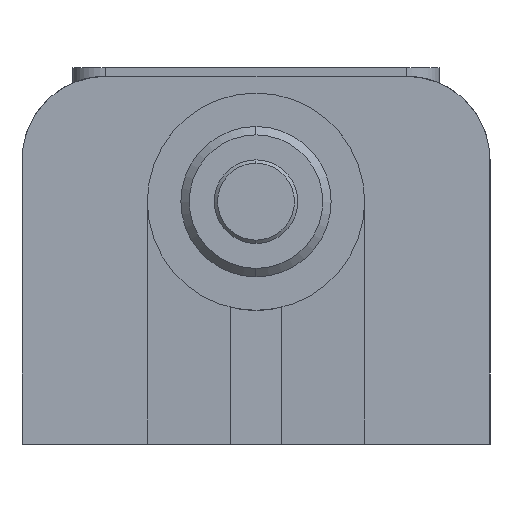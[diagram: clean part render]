
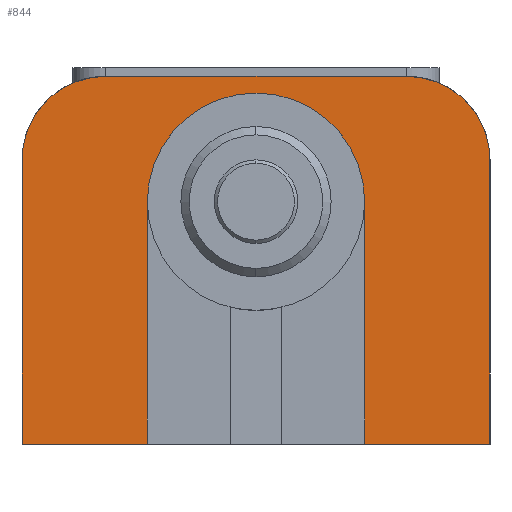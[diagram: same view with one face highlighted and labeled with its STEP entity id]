
A CAD part, left-side view. The second image highlights one B-rep face of the part: STEP entity #844.
In plain terms, the highlighted planar face has unit normal (-1, 0, 0).
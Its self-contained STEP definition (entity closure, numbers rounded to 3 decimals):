
#844=ADVANCED_FACE('',(#1736),#1737,.T.);
#1736=FACE_OUTER_BOUND('',#2653,.T.);
#1737=PLANE('',#2654);
#2653=EDGE_LOOP('',(#5291,#5292,#5293,#5294,#5295,#5296,#5297,#5298,#5299,#5300,#5301));
#2654=AXIS2_PLACEMENT_3D('',#5302,#5303,#5304);
#5291=ORIENTED_EDGE('',*,*,#6596,.T.);
#5292=ORIENTED_EDGE('',*,*,#5942,.T.);
#5293=ORIENTED_EDGE('',*,*,#6624,.T.);
#5294=ORIENTED_EDGE('',*,*,#6625,.T.);
#5295=ORIENTED_EDGE('',*,*,#6626,.T.);
#5296=ORIENTED_EDGE('',*,*,#6627,.T.);
#5297=ORIENTED_EDGE('',*,*,#6533,.T.);
#5298=ORIENTED_EDGE('',*,*,#6628,.T.);
#5299=ORIENTED_EDGE('',*,*,#6629,.F.);
#5300=ORIENTED_EDGE('',*,*,#6630,.T.);
#5301=ORIENTED_EDGE('',*,*,#6631,.T.);
#5302=CARTESIAN_POINT('',(-177.0,0.0,-14.5));
#5303=DIRECTION('',(-1.0,0.0,0.0));
#5304=DIRECTION('',(0.0,-1.0,0.0));
#5942=EDGE_CURVE('',#7229,#7241,#7243,.T.);
#6533=EDGE_CURVE('',#8147,#8145,#8148,.T.);
#6596=EDGE_CURVE('',#8244,#7229,#8245,.T.);
#6624=EDGE_CURVE('',#7241,#8278,#8279,.T.);
#6625=EDGE_CURVE('',#8278,#8280,#8281,.T.);
#6626=EDGE_CURVE('',#8280,#8282,#8283,.T.);
#6627=EDGE_CURVE('',#8282,#8147,#8284,.T.);
#6628=EDGE_CURVE('',#8145,#8285,#8286,.T.);
#6629=EDGE_CURVE('',#8287,#8285,#8288,.T.);
#6630=EDGE_CURVE('',#8287,#8289,#8290,.T.);
#6631=EDGE_CURVE('',#8289,#8244,#8291,.T.);
#7229=VERTEX_POINT('',#9050);
#7241=VERTEX_POINT('',#9065);
#7243=CIRCLE('',#9068,6.5);
#8145=VERTEX_POINT('',#10370);
#8147=VERTEX_POINT('',#10373);
#8148=LINE('',#10374,#10375);
#8244=VERTEX_POINT('',#10510);
#8245=CIRCLE('',#10511,6.5);
#8278=VERTEX_POINT('',#10557);
#8279=LINE('',#10558,#10559);
#8280=VERTEX_POINT('',#10560);
#8281=LINE('',#10561,#10562);
#8282=VERTEX_POINT('',#10563);
#8283=LINE('',#10564,#10565);
#8284=CIRCLE('',#10566,5.0);
#8285=VERTEX_POINT('',#10567);
#8286=CIRCLE('',#10568,5.0);
#8287=VERTEX_POINT('',#10569);
#8288=LINE('',#10570,#10571);
#8289=VERTEX_POINT('',#10572);
#8290=LINE('',#10573,#10574);
#8291=LINE('',#10575,#10576);
#9050=CARTESIAN_POINT('',(-177.0,0.,6.5));
#9065=CARTESIAN_POINT('',(-177.0,-6.5,0.0));
#9068=AXIS2_PLACEMENT_3D('',#11208,#11209,#11210);
#10370=CARTESIAN_POINT('',(-177.0,9.0,7.5));
#10373=CARTESIAN_POINT('',(-177.0,-9.0,7.5));
#10374=CARTESIAN_POINT('',(-177.0,14.0,7.5));
#10375=VECTOR('',#11840,1.0);
#10510=CARTESIAN_POINT('',(-177.0,6.5,0.0));
#10511=AXIS2_PLACEMENT_3D('',#11916,#11917,#11918);
#10557=CARTESIAN_POINT('',(-177.0,-6.5,-14.5));
#10558=CARTESIAN_POINT('',(-177.0,-6.5,-11.094));
#10559=VECTOR('',#11944,1.0);
#10560=CARTESIAN_POINT('',(-177.0,-14.0,-14.5));
#10561=CARTESIAN_POINT('',(-177.0,14.0,-14.5));
#10562=VECTOR('',#11945,1.0);
#10563=CARTESIAN_POINT('',(-177.0,-14.0,2.5));
#10564=CARTESIAN_POINT('',(-177.0,-14.0,-14.5));
#10565=VECTOR('',#11946,1.0);
#10566=AXIS2_PLACEMENT_3D('',#11947,#11948,#11949);
#10567=CARTESIAN_POINT('',(-177.0,14.0,2.5));
#10568=AXIS2_PLACEMENT_3D('',#11950,#11951,#11952);
#10569=CARTESIAN_POINT('',(-177.0,14.0,-14.5));
#10570=CARTESIAN_POINT('',(-177.0,14.0,-14.5));
#10571=VECTOR('',#11953,1.0);
#10572=CARTESIAN_POINT('',(-177.0,6.5,-14.5));
#10573=CARTESIAN_POINT('',(-177.0,14.0,-14.5));
#10574=VECTOR('',#11954,1.0);
#10575=CARTESIAN_POINT('',(-177.0,6.5,-10.875));
#10576=VECTOR('',#11955,1.0);
#11208=CARTESIAN_POINT('',(-177.0,0.0,0.0));
#11209=DIRECTION('',(1.0,0.0,-0.0));
#11210=DIRECTION('',(0.0,0.0,1.0));
#11840=DIRECTION('',(0.0,1.0,-0.0));
#11916=CARTESIAN_POINT('',(-177.0,0.0,0.0));
#11917=DIRECTION('',(1.0,0.0,-0.0));
#11918=DIRECTION('',(0.0,0.0,1.0));
#11944=DIRECTION('',(0.0,0.0,-1.0));
#11945=DIRECTION('',(0.0,-1.0,0.0));
#11946=DIRECTION('',(0.0,0.0,1.0));
#11947=CARTESIAN_POINT('',(-177.0,-9.0,2.5));
#11948=DIRECTION('',(-1.0,0.0,0.0));
#11949=DIRECTION('',(0.0,0.,1.0));
#11950=CARTESIAN_POINT('',(-177.0,9.0,2.5));
#11951=DIRECTION('',(-1.0,0.0,0.0));
#11952=DIRECTION('',(0.0,1.0,0.));
#11953=DIRECTION('',(0.0,0.0,1.0));
#11954=DIRECTION('',(0.0,-1.0,0.0));
#11955=DIRECTION('',(0.0,0.0,1.0));
